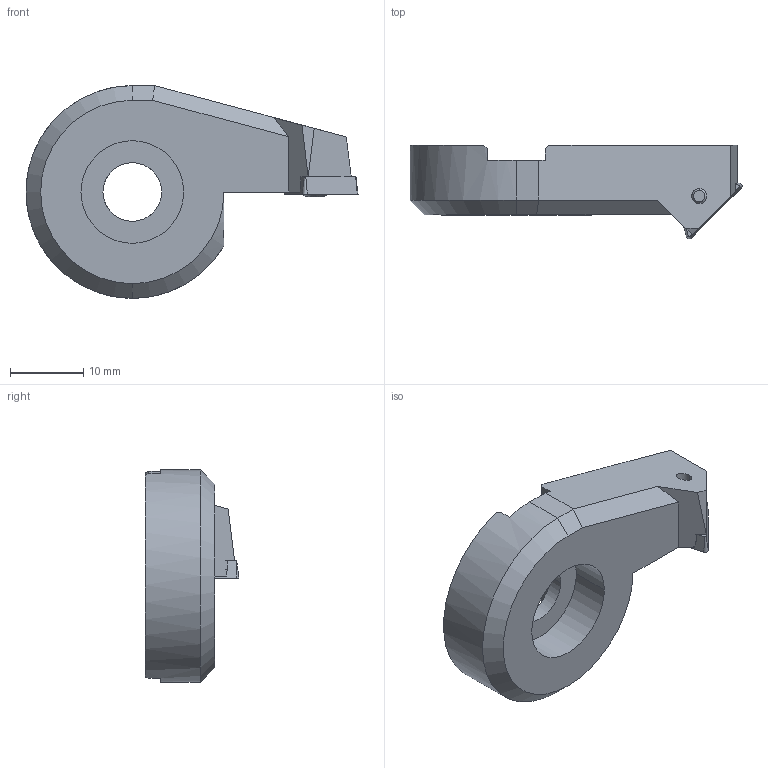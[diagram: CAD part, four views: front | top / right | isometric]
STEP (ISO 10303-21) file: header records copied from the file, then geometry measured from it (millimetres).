
FILE_DESCRIPTION(('no description'),'unknown implementation level');
FILE_NAME('BDFFCDA1-7AF4-4159-898A-AD4B659EEBA4_export.stp',' ',('CIMSOURCE GmbH'),('CADClick - KiM GmbH - www.kimweb.de'),'unknown preprocess','ACIS','unknown authorization');
FILE_SCHEMA(('automotive_design'));
Length unit declared in the file: millimetre
Products named in the file (3): 626.463 Kaiser ENH6 TC11 45�|694.122 Kaiser ETL M2.5x6.5 T7 IP 10S_309.301;Kreismuster1; 626.463 Kaiser ENH6 TC11 45�|655.383 Kaiser TCGT 110204 K10C;Kombinieren1; 626.463 Kaiser ENH6 TC11 45�|626.463 Kaiser ENH6 TC11 45�;Extrude9
Bounding box: 45.28 x 12.78 x 29 mm (x, y, z)
Volume: 6227.5 mm3; surface area: 3273.2 mm2
Topology: 3 solids, 3 shells, 96 faces, 242 edges, 153 vertices
Faces by surface type: plane 37, cylinder 34, cone 21, torus 4
Entity records: 5736 total; most frequent: DIRECTION 539, CARTESIAN_POINT 532, STYLED_ITEM 494, PRESENTATION_STYLE_ASSIGNMENT 494, COLOUR_RGB 494, ORIENTED_EDGE 484, EDGE_CURVE 242, CURVE_STYLE 242
